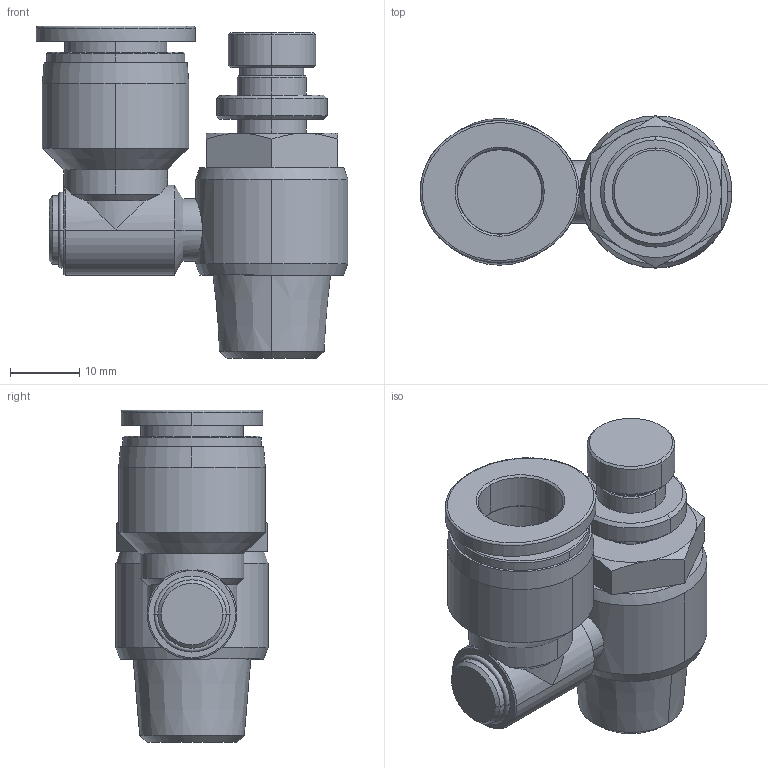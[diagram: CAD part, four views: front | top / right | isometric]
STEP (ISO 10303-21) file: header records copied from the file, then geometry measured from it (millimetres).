
FILE_DESCRIPTION((''),'2;1');
FILE_NAME('NSS 1203.stp','2017-07-22T11:45:27',(''),(''),'Mechanical Desktop 2009','Mechanical Desktop 2009',', , ');
FILE_SCHEMA(('CONFIG_CONTROL_DESIGN'));
Length unit declared in the file: millimetre
Products named in the file (2): NSS 1203; PART1
Assembly tree (1 placements, depth 2):
  NSS 1203
    PART1
Bounding box: 45.08 x 22 x 48 mm (x, y, z)
Volume: 18714.6 mm3; surface area: 7587.5 mm2
Topology: 1 solids, 2 shells, 125 faces, 273 edges, 164 vertices
Faces by surface type: cylinder 40, cone 40, plane 37, torus 5, bspline 3
Entity records: 3839 total; most frequent: CARTESIAN_POINT 951, DIRECTION 638, ORIENTED_EDGE 546, EDGE_CURVE 273, AXIS2_PLACEMENT_3D 271, VERTEX_POINT 164, CIRCLE 141, EDGE_LOOP 141
